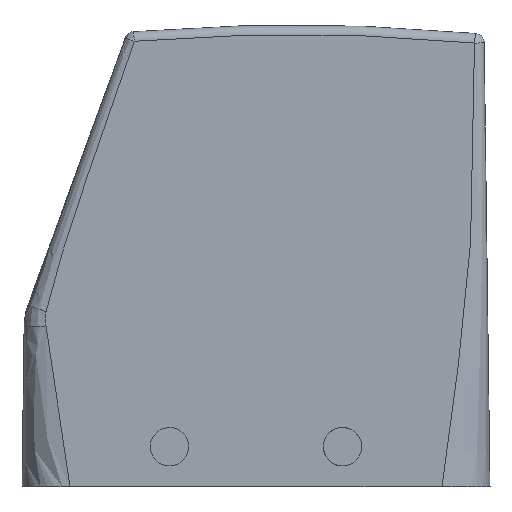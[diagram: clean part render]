
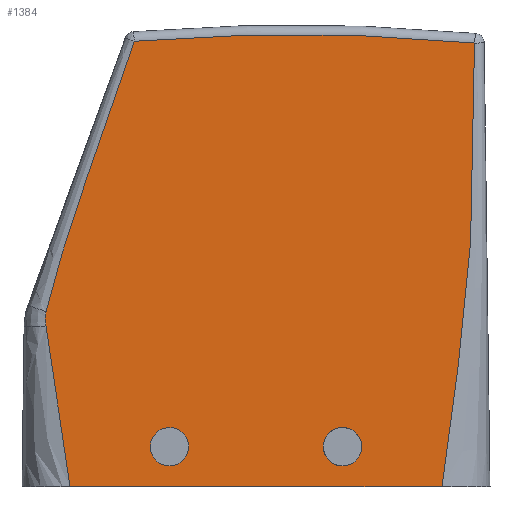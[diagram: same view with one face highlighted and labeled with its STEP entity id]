
A CAD part, left-side view. The second image highlights one B-rep face of the part: STEP entity #1384.
In plain terms, the highlighted planar face has unit normal (-1, 0, 0).
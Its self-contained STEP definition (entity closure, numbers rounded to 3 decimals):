
#1273=AXIS2_PLACEMENT_3D('Plane Axis2P3D',#1270,#1271,#1272) ;
#1337=AXIS2_PLACEMENT_3D('Circle Axis2P3D',#1335,#1336,$) ;
#1350=AXIS2_PLACEMENT_3D('Circle Axis2P3D',#1348,#1349,$) ;
#1359=AXIS2_PLACEMENT_3D('Circle Axis2P3D',#1357,#1358,$) ;
#1368=AXIS2_PLACEMENT_3D('Circle Axis2P3D',#1366,#1367,$) ;
#1377=AXIS2_PLACEMENT_3D('Circle Axis2P3D',#1375,#1376,$) ;
#497=CARTESIAN_POINT('Vertex',(7.5,7.487,0.)) ;
#502=CARTESIAN_POINT('Line Origine',(7.5,36.501,0.)) ;
#506=CARTESIAN_POINT('Vertex',(7.5,65.515,0.)) ;
#1214=CARTESIAN_POINT('Vertex',(7.5,2.421,69.176)) ;
#1218=CARTESIAN_POINT('Control Point',(7.5,2.421,69.176)) ;
#1219=CARTESIAN_POINT('Control Point',(7.5,2.418,66.926)) ;
#1220=CARTESIAN_POINT('Control Point',(7.5,2.421,64.676)) ;
#1221=CARTESIAN_POINT('Control Point',(7.5,2.432,62.426)) ;
#1222=CARTESIAN_POINT('Control Point',(7.5,2.466,57.92)) ;
#1223=CARTESIAN_POINT('Control Point',(7.5,2.523,53.413)) ;
#1224=CARTESIAN_POINT('Control Point',(7.5,2.559,51.051)) ;
#1225=CARTESIAN_POINT('Control Point',(7.5,2.665,45.68)) ;
#1226=CARTESIAN_POINT('Control Point',(7.5,2.88,40.312)) ;
#1227=CARTESIAN_POINT('Control Point',(7.5,3.061,37.199)) ;
#1228=CARTESIAN_POINT('Control Point',(7.5,3.539,30.978)) ;
#1229=CARTESIAN_POINT('Control Point',(7.5,4.212,24.767)) ;
#1230=CARTESIAN_POINT('Control Point',(7.5,4.59,21.665)) ;
#1231=CARTESIAN_POINT('Control Point',(7.5,5.25,16.587)) ;
#1232=CARTESIAN_POINT('Control Point',(7.5,5.942,11.512)) ;
#1233=CARTESIAN_POINT('Control Point',(7.5,6.213,9.533)) ;
#1234=CARTESIAN_POINT('Control Point',(7.5,6.635,6.431)) ;
#1235=CARTESIAN_POINT('Control Point',(7.5,7.05,3.327)) ;
#1236=CARTESIAN_POINT('Control Point',(7.5,7.197,2.216)) ;
#1237=CARTESIAN_POINT('Control Point',(7.5,7.342,1.109)) ;
#1238=CARTESIAN_POINT('Control Point',(7.5,7.487,0.)) ;
#1270=CARTESIAN_POINT('Axis2P3D Location',(7.5,-1.533,-30.8)) ;
#1276=CARTESIAN_POINT('Control Point',(7.5,55.485,69.452)) ;
#1277=CARTESIAN_POINT('Control Point',(7.5,56.081,67.78)) ;
#1278=CARTESIAN_POINT('Control Point',(7.5,56.672,66.114)) ;
#1279=CARTESIAN_POINT('Control Point',(7.5,57.255,64.46)) ;
#1280=CARTESIAN_POINT('Control Point',(7.5,57.977,62.402)) ;
#1281=CARTESIAN_POINT('Control Point',(7.5,58.697,60.334)) ;
#1282=CARTESIAN_POINT('Control Point',(7.5,58.888,59.787)) ;
#1283=CARTESIAN_POINT('Control Point',(7.5,60.121,56.237)) ;
#1284=CARTESIAN_POINT('Control Point',(7.5,61.343,52.685)) ;
#1285=CARTESIAN_POINT('Control Point',(7.5,62.424,49.521)) ;
#1286=CARTESIAN_POINT('Control Point',(7.5,63.613,46.024)) ;
#1287=CARTESIAN_POINT('Control Point',(7.5,64.778,42.519)) ;
#1288=CARTESIAN_POINT('Control Point',(7.5,64.867,42.25)) ;
#1289=CARTESIAN_POINT('Control Point',(7.5,65.084,41.594)) ;
#1290=CARTESIAN_POINT('Control Point',(7.5,65.299,40.942)) ;
#1291=CARTESIAN_POINT('Control Point',(7.5,65.403,40.624)) ;
#1292=CARTESIAN_POINT('Control Point',(7.5,65.704,39.702)) ;
#1293=CARTESIAN_POINT('Control Point',(7.5,66.,38.779)) ;
#1294=CARTESIAN_POINT('Control Point',(7.5,66.193,38.172)) ;
#1295=CARTESIAN_POINT('Control Point',(7.5,66.568,36.974)) ;
#1296=CARTESIAN_POINT('Control Point',(7.5,66.933,35.774)) ;
#1297=CARTESIAN_POINT('Control Point',(7.5,67.109,35.185)) ;
#1298=CARTESIAN_POINT('Control Point',(7.5,67.676,33.257)) ;
#1299=CARTESIAN_POINT('Control Point',(7.5,68.212,31.321)) ;
#1300=CARTESIAN_POINT('Control Point',(7.5,68.569,29.97)) ;
#1301=CARTESIAN_POINT('Control Point',(7.5,68.91,28.615)) ;
#1302=CARTESIAN_POINT('Control Point',(7.5,69.235,27.257)) ;
#1303=CARTESIAN_POINT('Vertex',(7.5,69.235,27.257)) ;
#1305=CARTESIAN_POINT('Vertex',(7.5,55.485,69.452)) ;
#1309=CARTESIAN_POINT('Control Point',(7.5,69.235,27.257)) ;
#1310=CARTESIAN_POINT('Control Point',(7.5,69.322,26.799)) ;
#1311=CARTESIAN_POINT('Control Point',(7.5,69.367,26.333)) ;
#1312=CARTESIAN_POINT('Control Point',(7.5,69.37,25.865)) ;
#1313=CARTESIAN_POINT('Control Point',(7.5,69.328,25.403)) ;
#1314=CARTESIAN_POINT('Control Point',(7.5,69.243,24.955)) ;
#1315=CARTESIAN_POINT('Vertex',(7.5,69.243,24.955)) ;
#1319=CARTESIAN_POINT('Control Point',(7.5,69.243,24.955)) ;
#1320=CARTESIAN_POINT('Control Point',(7.5,68.826,21.512)) ;
#1321=CARTESIAN_POINT('Control Point',(7.5,68.335,18.072)) ;
#1322=CARTESIAN_POINT('Control Point',(7.5,67.798,14.68)) ;
#1323=CARTESIAN_POINT('Control Point',(7.5,67.162,10.725)) ;
#1324=CARTESIAN_POINT('Control Point',(7.5,66.541,6.763)) ;
#1325=CARTESIAN_POINT('Control Point',(7.5,66.475,6.341)) ;
#1326=CARTESIAN_POINT('Control Point',(7.5,66.317,5.324)) ;
#1327=CARTESIAN_POINT('Control Point',(7.5,66.162,4.312)) ;
#1328=CARTESIAN_POINT('Control Point',(7.5,66.086,3.818)) ;
#1329=CARTESIAN_POINT('Control Point',(7.5,65.925,2.758)) ;
#1330=CARTESIAN_POINT('Control Point',(7.5,65.767,1.7)) ;
#1331=CARTESIAN_POINT('Control Point',(7.5,65.682,1.135)) ;
#1332=CARTESIAN_POINT('Control Point',(7.5,65.599,0.568)) ;
#1333=CARTESIAN_POINT('Control Point',(7.5,65.515,0.)) ;
#1335=CARTESIAN_POINT('Axis2P3D Location',(7.5,30.5,-228.)) ;
#1348=CARTESIAN_POINT('Axis2P3D Location',(7.5,50.,6.2)) ;
#1352=CARTESIAN_POINT('Vertex',(7.5,48.245,7.159)) ;
#1354=CARTESIAN_POINT('Vertex',(7.5,51.755,5.241)) ;
#1357=CARTESIAN_POINT('Axis2P3D Location',(7.5,50.,6.2)) ;
#1366=CARTESIAN_POINT('Axis2P3D Location',(7.5,23.,6.2)) ;
#1370=CARTESIAN_POINT('Vertex',(7.5,21.245,5.241)) ;
#1372=CARTESIAN_POINT('Vertex',(7.5,24.755,7.159)) ;
#1375=CARTESIAN_POINT('Axis2P3D Location',(7.5,23.,6.2)) ;
#503=DIRECTION('Vector Direction',(0.,-1.,0.)) ;
#1271=DIRECTION('Axis2P3D Direction',(-1.,0.,0.)) ;
#1272=DIRECTION('Axis2P3D XDirection',(0.,-0.17,0.985)) ;
#1336=DIRECTION('Axis2P3D Direction',(-1.,0.,0.)) ;
#1349=DIRECTION('Axis2P3D Direction',(-1.,0.,0.)) ;
#1358=DIRECTION('Axis2P3D Direction',(-1.,0.,0.)) ;
#1367=DIRECTION('Axis2P3D Direction',(-1.,0.,0.)) ;
#1376=DIRECTION('Axis2P3D Direction',(-1.,0.,0.)) ;
#504=VECTOR('Line Direction',#503,1.) ;
#1341=ORIENTED_EDGE('',*,*,#1307,.F.) ;
#1342=ORIENTED_EDGE('',*,*,#1317,.F.) ;
#1343=ORIENTED_EDGE('',*,*,#1334,.F.) ;
#1344=ORIENTED_EDGE('',*,*,#508,.T.) ;
#1345=ORIENTED_EDGE('',*,*,#1239,.T.) ;
#1346=ORIENTED_EDGE('',*,*,#1339,.T.) ;
#1363=ORIENTED_EDGE('',*,*,#1356,.F.) ;
#1364=ORIENTED_EDGE('',*,*,#1361,.F.) ;
#1381=ORIENTED_EDGE('',*,*,#1374,.F.) ;
#1382=ORIENTED_EDGE('',*,*,#1379,.F.) ;
#1365=FACE_BOUND('',#1362,.T.) ;
#1383=FACE_BOUND('',#1380,.T.) ;
#1384=ADVANCED_FACE('HOUSING',(#1347,#1365,#1383),#1274,.T.) ;
#1217=B_SPLINE_CURVE_WITH_KNOTS('',5,(#1218,#1219,#1220,#1221,#1222,#1223,#1224,#1225,#1226,#1227,#1228,#1229,#1230,#1231,#1232,#1233,#1234,#1235,#1236,#1237,#1238),.UNSPECIFIED.,.F.,.U.,(6,3,3,3,3,3,6),(31.572,42.827,54.115,69.691,85.268,95.221,100.875),.UNSPECIFIED.) ;
#1275=B_SPLINE_CURVE_WITH_KNOTS('',5,(#1276,#1277,#1278,#1279,#1280,#1281,#1282,#1283,#1284,#1285,#1286,#1287,#1288,#1289,#1290,#1291,#1292,#1293,#1294,#1295,#1296,#1297,#1298,#1299,#1300,#1301,#1302),.UNSPECIFIED.,.F.,.U.,(6,3,3,3,3,3,3,3,6),(0.,12.531,15.445,39.025,41.517,43.913,48.45,52.777,62.647),.UNSPECIFIED.) ;
#1308=B_SPLINE_CURVE_WITH_KNOTS('',5,(#1309,#1310,#1311,#1312,#1313,#1314),.UNSPECIFIED.,.F.,.U.,(6,6),(0.,3.276),.UNSPECIFIED.) ;
#1318=B_SPLINE_CURVE_WITH_KNOTS('',5,(#1319,#1320,#1321,#1322,#1323,#1324,#1325,#1326,#1327,#1328,#1329,#1330,#1331,#1332,#1333),.UNSPECIFIED.,.F.,.U.,(6,3,3,3,6),(0.,24.507,28.211,31.774,35.859),.UNSPECIFIED.) ;
#1338=CIRCLE('generated circle',#1337,298.5) ;
#1351=CIRCLE('generated circle',#1350,2.) ;
#1360=CIRCLE('generated circle',#1359,2.) ;
#1369=CIRCLE('generated circle',#1368,2.) ;
#1378=CIRCLE('generated circle',#1377,2.) ;
#508=EDGE_CURVE('',#507,#498,#505,.T.) ;
#1239=EDGE_CURVE('',#498,#1215,#1217,.F.) ;
#1307=EDGE_CURVE('',#1304,#1306,#1275,.F.) ;
#1317=EDGE_CURVE('',#1316,#1304,#1308,.F.) ;
#1334=EDGE_CURVE('',#507,#1316,#1318,.F.) ;
#1339=EDGE_CURVE('',#1215,#1306,#1338,.T.) ;
#1356=EDGE_CURVE('',#1353,#1355,#1351,.T.) ;
#1361=EDGE_CURVE('',#1355,#1353,#1360,.T.) ;
#1374=EDGE_CURVE('',#1371,#1373,#1369,.T.) ;
#1379=EDGE_CURVE('',#1373,#1371,#1378,.T.) ;
#1340=EDGE_LOOP('',(#1341,#1342,#1343,#1344,#1345,#1346)) ;
#1362=EDGE_LOOP('',(#1363,#1364)) ;
#1380=EDGE_LOOP('',(#1381,#1382)) ;
#1347=FACE_OUTER_BOUND('',#1340,.T.) ;
#505=LINE('Line',#502,#504) ;
#1274=PLANE('',#1273) ;
#498=VERTEX_POINT('',#497) ;
#507=VERTEX_POINT('',#506) ;
#1215=VERTEX_POINT('',#1214) ;
#1304=VERTEX_POINT('',#1303) ;
#1306=VERTEX_POINT('',#1305) ;
#1316=VERTEX_POINT('',#1315) ;
#1353=VERTEX_POINT('',#1352) ;
#1355=VERTEX_POINT('',#1354) ;
#1371=VERTEX_POINT('',#1370) ;
#1373=VERTEX_POINT('',#1372) ;
